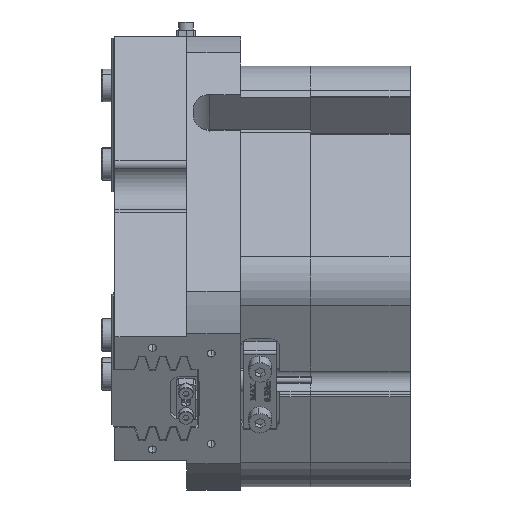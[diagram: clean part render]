
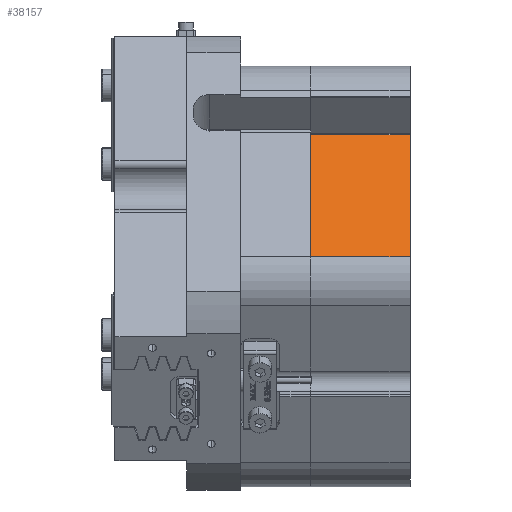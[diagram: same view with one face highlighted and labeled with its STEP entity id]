
A CAD part, left-side view. The second image highlights one B-rep face of the part: STEP entity #38157.
In plain terms, the highlighted face is planar.
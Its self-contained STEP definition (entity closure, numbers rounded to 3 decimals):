
#552 = CARTESIAN_POINT ( 'NONE',  ( 74.478, 30.5, -1. ) ) ;
#1272 = DIRECTION ( 'NONE',  ( 0., -1., 0. ) ) ;
#5045 = ORIENTED_EDGE ( 'NONE', *, *, #33730, .T. ) ;
#5320 = EDGE_CURVE ( 'NONE', #57322, #39132, #38671, .T. ) ;
#5560 = ORIENTED_EDGE ( 'NONE', *, *, #5320, .T. ) ;
#6629 = VECTOR ( 'NONE', #39458, 1000. ) ;
#17484 = EDGE_LOOP ( 'NONE', ( #56973, #5560, #5045, #21252 ) ) ;
#19799 = LINE ( 'NONE', #39962, #37053 ) ;
#21252 = ORIENTED_EDGE ( 'NONE', *, *, #34063, .T. ) ;
#22628 = DIRECTION ( 'NONE',  ( -0.866, 0., -0.5 ) ) ;
#23204 = DIRECTION ( 'NONE',  ( -0.5, 0., 0.866 ) ) ;
#30939 = DIRECTION ( 'NONE',  ( 0., 1., 0. ) ) ;
#31705 = CARTESIAN_POINT ( 'NONE',  ( 70.148, 30.5, 6.5 ) ) ;
#32502 = VECTOR ( 'NONE', #1272, 1000. ) ;
#33730 = EDGE_CURVE ( 'NONE', #39132, #39978, #40469, .T. ) ;
#34063 = EDGE_CURVE ( 'NONE', #39978, #54270, #19799, .T. ) ;
#36840 = LINE ( 'NONE', #38756, #42374 ) ;
#36926 = EDGE_CURVE ( 'NONE', #57322, #54270, #36840, .T. ) ;
#37053 = VECTOR ( 'NONE', #30939, 1000. ) ;
#38157 = ADVANCED_FACE ( 'NONE', ( #40139 ), #49035, .F. ) ;
#38671 = LINE ( 'NONE', #40866, #32502 ) ;
#38756 = CARTESIAN_POINT ( 'NONE',  ( 74.478, 30.5, -1. ) ) ;
#39132 = VERTEX_POINT ( 'NONE', #45632 ) ;
#39340 = DIRECTION ( 'NONE',  ( 0.5, 0., -0.866 ) ) ;
#39458 = DIRECTION ( 'NONE',  ( 0.5, 0., -0.866 ) ) ;
#39962 = CARTESIAN_POINT ( 'NONE',  ( 70.148, 30.5, 6.5 ) ) ;
#39978 = VERTEX_POINT ( 'NONE', #41735 ) ;
#40139 = FACE_OUTER_BOUND ( 'NONE', #17484, .T. ) ;
#40469 = LINE ( 'NONE', #57027, #6629 ) ;
#40866 = CARTESIAN_POINT ( 'NONE',  ( 48.527, 30.5, 43.949 ) ) ;
#41735 = CARTESIAN_POINT ( 'NONE',  ( 70.148, 0., 6.5 ) ) ;
#42374 = VECTOR ( 'NONE', #39340, 1000. ) ;
#44719 = AXIS2_PLACEMENT_3D ( 'NONE', #552, #22628, #23204 ) ;
#45632 = CARTESIAN_POINT ( 'NONE',  ( 48.527, 0., 43.949 ) ) ;
#49035 = PLANE ( 'NONE',  #44719 ) ;
#54270 = VERTEX_POINT ( 'NONE', #31705 ) ;
#55247 = CARTESIAN_POINT ( 'NONE',  ( 48.527, 30.5, 43.949 ) ) ;
#56973 = ORIENTED_EDGE ( 'NONE', *, *, #36926, .F. ) ;
#57027 = CARTESIAN_POINT ( 'NONE',  ( 74.478, 0., -1. ) ) ;
#57322 = VERTEX_POINT ( 'NONE', #55247 ) ;
